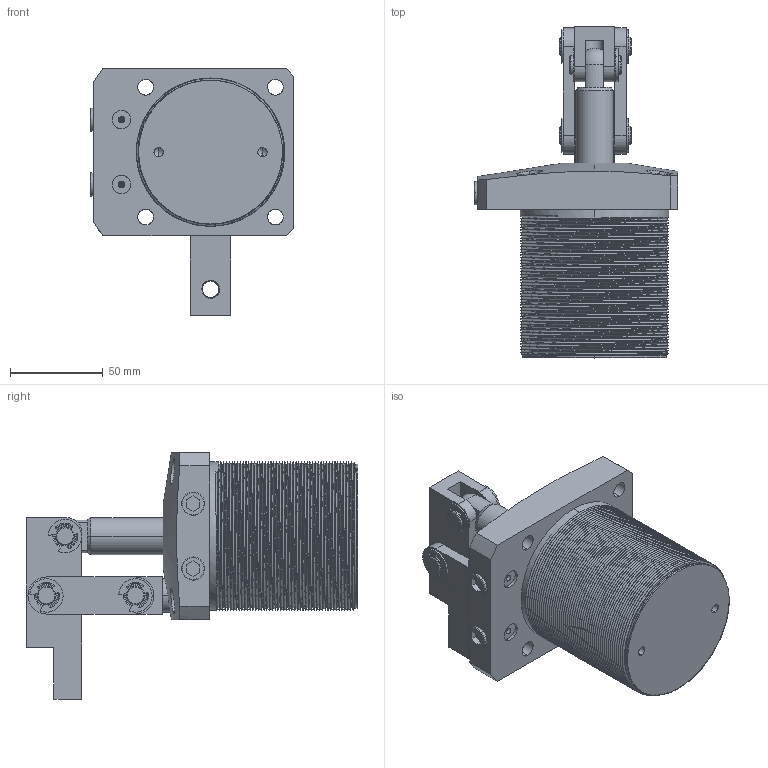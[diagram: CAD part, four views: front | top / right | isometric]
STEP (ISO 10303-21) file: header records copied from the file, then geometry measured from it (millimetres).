
FILE_DESCRIPTION (( 'STEP AP203' ), '1' );
FILE_NAME ('LHC01D-63L.STEP', '2021-01-20T08:22:27', ( 'User' ), ( 'china' ), 'SwSTEP 2.0', 'SolidWorks 2018', '' );
FILE_SCHEMA (( 'CONFIG_CONTROL_DESIGN' ));
Length unit declared in the file: millimetre
Products named in the file (37): CPLCU-63-03_1; CPLCU-50-08_4; CPLCU-63-04_1; LHC01D-63-07_1; CPLCU-63-01_1; CPLCU-63-05_1; CPLCU-63-02_1; M4ningjin_9; 黑芛_14; LHC01D-63-01_1; LHC01D63活塞杆; LHC01D-63L
Assembly tree (25 placements, depth 2):
  CPLCU-50-08_4
  CPLCU-63-04_1
  CPLCU-50-08_4
  CPLCU-50-08_4
  LHC01D-63-07_1
Bounding box: 110 x 179 x 133 mm (x, y, z)
Volume: 579698.8 mm3; surface area: 138149.8 mm2
Topology: 25 solids, 29 shells, 1161 faces, 3626 edges, 2549 vertices
Faces by surface type: cylinder 630, plane 203, cone 184, bspline 142, sphere 2
Entity records: 149993 total; most frequent: CARTESIAN_POINT 125318, ORIENTED_EDGE 5672, EDGE_CURVE 2836, DIRECTION 2628, VERTEX_POINT 2042, B_SPLINE_CURVE_WITH_KNOTS 1892, AXIS2_PLACEMENT_3D 979, EDGE_LOOP 912
